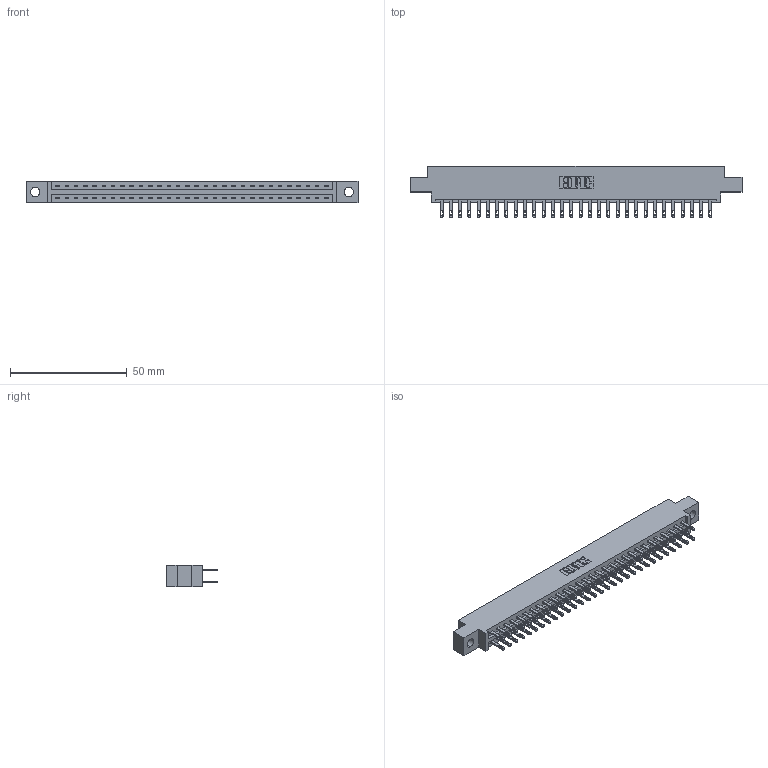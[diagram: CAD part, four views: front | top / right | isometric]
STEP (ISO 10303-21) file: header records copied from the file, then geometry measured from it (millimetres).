
FILE_DESCRIPTION (( 'STEP AP203' ), '1' );
FILE_NAME ('887-060-500-804.STEP', '2020-09-21T02:12:10', ( '' ), ( '' ), 'SwSTEP 2.0', 'SolidWorks 2020', '' );
FILE_SCHEMA (( 'CONFIG_CONTROL_DESIGN' ));
Length unit declared in the file: inch
Products named in the file (3): 345-292-001_345-293-100; 837 Part_0.170 Offset - 0.156 Dia-TH; 887-060-500-804
Assembly tree (61 placements, depth 2):
  887-060-500-804
    837 Part_0.170 Offset - 0.156 Dia-TH
    345-292-001_345-293-100  x60
Bounding box: 141.88 x 21.85 x 9.4 mm (x, y, z)
Volume: 14771.2 mm3; surface area: 17153.2 mm2
Topology: 61 solids, 61 shells, 3118 faces, 9503 edges, 6334 vertices
Faces by surface type: plane 1994, cylinder 1124
Entity records: 24877 total; most frequent: CARTESIAN_POINT 4202, ORIENTED_EDGE 4138, DIRECTION 3597, EDGE_CURVE 2069, LINE 1937, VECTOR 1937, VERTEX_POINT 1378, AXIS2_PLACEMENT_3D 830
